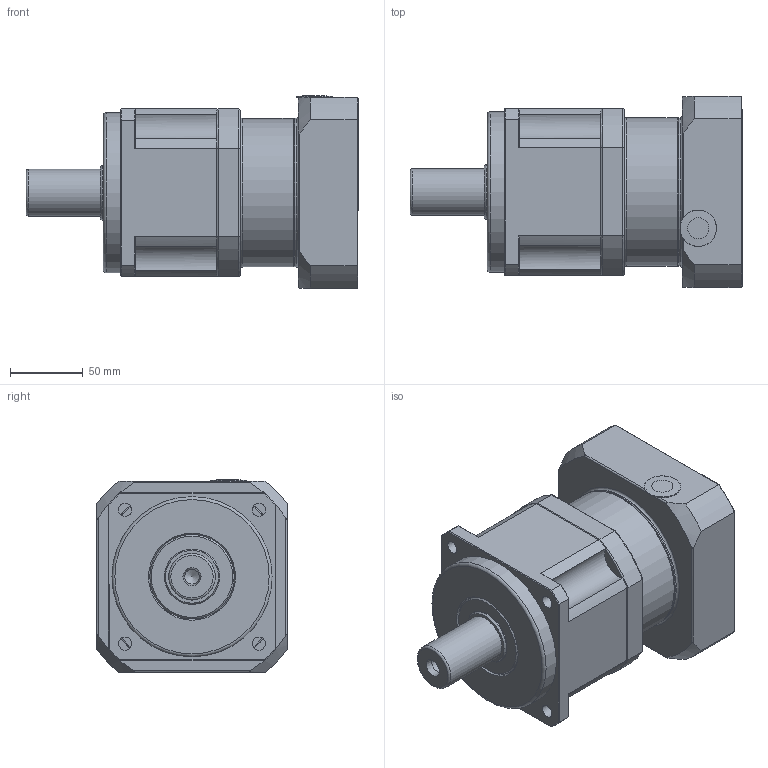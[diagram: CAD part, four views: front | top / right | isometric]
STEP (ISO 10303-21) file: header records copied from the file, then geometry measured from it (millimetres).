
FILE_DESCRIPTION(/* description */ (''),/* implementation_level */ '2;1');
FILE_NAME(/* name */ 'NP11500A1-130A-S1.stp',/* time_stamp */ '2018-09-12T20:00:03+09:00',/* author */ ('Y.J.JI'),/* organization */ (''),/* preprocessor_version */ 'ST-DEVELOPER v15.6',/* originating_system */ 'Autodesk Inventor 2015',/* authorisation */ '');
FILE_SCHEMA (('AUTOMOTIVE_DESIGN { 1 0 10303 214 3 1 1 }'));
Length unit declared in the file: millimetre
Products named in the file (1): NP11500A1-130A-S1
Bounding box: 228 x 131 x 132 mm (x, y, z)
Volume: 1578183.2 mm3; surface area: 199168.9 mm2
Topology: 2 solids, 23 shells, 436 faces, 1011 edges, 641 vertices
Faces by surface type: plane 200, cylinder 127, cone 67, torus 38, sphere 4
Full cylindrical faces by diameter (mm): 4.917 x10, 6 x10, 6.6 x10, 6.647 x5, 8 x1, 9 x5, 10 x10, 10.106 x1, 10.249 x1, 11 x10, 12.5 x1, 13 x1, 14 x1, 14.5 x1, 25 x1, 28 x1, 32 x1, 34 x1, 38 x1, 58 x2, 72 x1, 77 x1, 78 x1, 102 x2, 105 x1, 110 x2
Entity records: 11756 total; most frequent: CARTESIAN_POINT 2549, DIRECTION 1889, ORIENTED_EDGE 1578, AXIS2_PLACEMENT_3D 791, EDGE_CURVE 789, EDGE_LOOP 650, VERTEX_POINT 575, FACE_OUTER_BOUND 436
